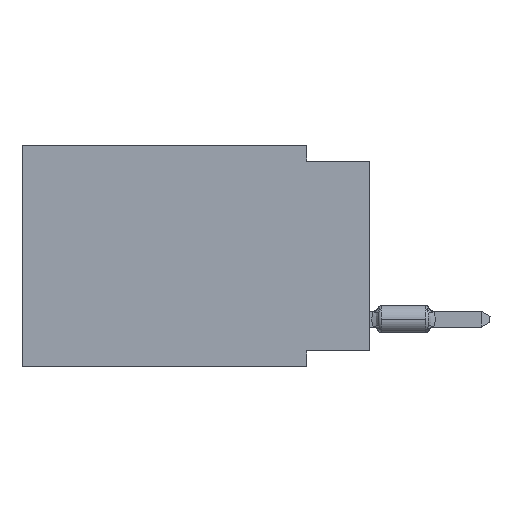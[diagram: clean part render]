
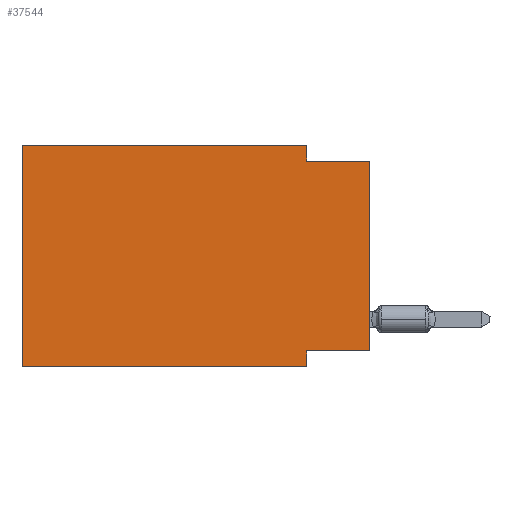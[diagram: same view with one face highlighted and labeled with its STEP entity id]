
A CAD part, left-side view. The second image highlights one B-rep face of the part: STEP entity #37544.
In plain terms, the highlighted planar face has unit normal (-1, 0, 0).
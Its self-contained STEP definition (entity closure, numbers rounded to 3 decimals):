
#238 = LINE ( 'NONE', #33450, #25094 ) ;
#902 = LINE ( 'NONE', #36956, #7371 ) ;
#1977 = DIRECTION ( 'NONE',  ( 0., 1., 0. ) ) ;
#3754 = VERTEX_POINT ( 'NONE', #14485 ) ;
#5128 = VECTOR ( 'NONE', #43807, 1000. ) ;
#6724 = VERTEX_POINT ( 'NONE', #41538 ) ;
#7371 = VECTOR ( 'NONE', #21898, 1000. ) ;
#7538 = DIRECTION ( 'NONE',  ( 0., 0., 1. ) ) ;
#8027 = DIRECTION ( 'NONE',  ( 0., -1., 0. ) ) ;
#10617 = DIRECTION ( 'NONE',  ( 0., 0., 1. ) ) ;
#11306 = ORIENTED_EDGE ( 'NONE', *, *, #41345, .F. ) ;
#12347 = LINE ( 'NONE', #41107, #30042 ) ;
#13066 = PLANE ( 'NONE',  #34471 ) ;
#13496 = VERTEX_POINT ( 'NONE', #41204 ) ;
#13626 = LINE ( 'NONE', #20710, #22330 ) ;
#13733 = DIRECTION ( 'NONE',  ( 0., -1., 0. ) ) ;
#13989 = DIRECTION ( 'NONE',  ( 1., 0., 0. ) ) ;
#14485 = CARTESIAN_POINT ( 'NONE',  ( 0., 0., -0.635 ) ) ;
#15798 = VERTEX_POINT ( 'NONE', #27462 ) ;
#16716 = DIRECTION ( 'NONE',  ( 0., -1., 0. ) ) ;
#17728 = EDGE_CURVE ( 'NONE', #21342, #15798, #46036, .T. ) ;
#18075 = VECTOR ( 'NONE', #10617, 1000. ) ;
#18960 = ORIENTED_EDGE ( 'NONE', *, *, #17728, .T. ) ;
#19929 = VERTEX_POINT ( 'NONE', #22765 ) ;
#20158 = DIRECTION ( 'NONE',  ( 0., 0., -1. ) ) ;
#20710 = CARTESIAN_POINT ( 'NONE',  ( 0., 0., -0.635 ) ) ;
#21342 = VERTEX_POINT ( 'NONE', #26988 ) ;
#21898 = DIRECTION ( 'NONE',  ( 0., 0., -1. ) ) ;
#22127 = LINE ( 'NONE', #36713, #5128 ) ;
#22330 = VECTOR ( 'NONE', #16716, 1000. ) ;
#22585 = LINE ( 'NONE', #33885, #18075 ) ;
#22765 = CARTESIAN_POINT ( 'NONE',  ( 0., 13.97, 0. ) ) ;
#23925 = EDGE_LOOP ( 'NONE', ( #35273, #38441, #36617, #39179, #27164, #18960, #11306, #42483 ) ) ;
#24648 = EDGE_CURVE ( 'NONE', #21342, #19929, #238, .T. ) ;
#25094 = VECTOR ( 'NONE', #7538, 1000. ) ;
#26988 = CARTESIAN_POINT ( 'NONE',  ( 0., 13.97, -8.89 ) ) ;
#27164 = ORIENTED_EDGE ( 'NONE', *, *, #24648, .F. ) ;
#27462 = CARTESIAN_POINT ( 'NONE',  ( 0., 2.54, -8.89 ) ) ;
#28465 = CARTESIAN_POINT ( 'NONE',  ( 0., 0., -8.255 ) ) ;
#29621 = CARTESIAN_POINT ( 'NONE',  ( 0., 2.54, 0. ) ) ;
#30042 = VECTOR ( 'NONE', #1977, 1000. ) ;
#30739 = EDGE_CURVE ( 'NONE', #19929, #38490, #44101, .T. ) ;
#33450 = CARTESIAN_POINT ( 'NONE',  ( 0., 13.97, 0. ) ) ;
#33885 = CARTESIAN_POINT ( 'NONE',  ( 0., 0., 0. ) ) ;
#34299 = EDGE_CURVE ( 'NONE', #6724, #3754, #13626, .T. ) ;
#34471 = AXIS2_PLACEMENT_3D ( 'NONE', #39222, #13989, #20158 ) ;
#35273 = ORIENTED_EDGE ( 'NONE', *, *, #39658, .T. ) ;
#35680 = EDGE_CURVE ( 'NONE', #38490, #6724, #902, .T. ) ;
#36617 = ORIENTED_EDGE ( 'NONE', *, *, #35680, .F. ) ;
#36713 = CARTESIAN_POINT ( 'NONE',  ( 0., 2.54, -8.89 ) ) ;
#36956 = CARTESIAN_POINT ( 'NONE',  ( 0., 2.54, 0. ) ) ;
#37544 = ADVANCED_FACE ( 'NONE', ( #45832 ), #13066, .F. ) ;
#38337 = VERTEX_POINT ( 'NONE', #28465 ) ;
#38441 = ORIENTED_EDGE ( 'NONE', *, *, #34299, .F. ) ;
#38490 = VERTEX_POINT ( 'NONE', #29621 ) ;
#39047 = EDGE_CURVE ( 'NONE', #38337, #13496, #12347, .T. ) ;
#39179 = ORIENTED_EDGE ( 'NONE', *, *, #30739, .F. ) ;
#39222 = CARTESIAN_POINT ( 'NONE',  ( 0., 13.97, 0. ) ) ;
#39658 = EDGE_CURVE ( 'NONE', #38337, #3754, #22585, .T. ) ;
#40337 = CARTESIAN_POINT ( 'NONE',  ( 0., 13.97, 0. ) ) ;
#41107 = CARTESIAN_POINT ( 'NONE',  ( 0., 0., -8.255 ) ) ;
#41204 = CARTESIAN_POINT ( 'NONE',  ( 0., 2.54, -8.255 ) ) ;
#41345 = EDGE_CURVE ( 'NONE', #13496, #15798, #22127, .T. ) ;
#41538 = CARTESIAN_POINT ( 'NONE',  ( 0., 2.54, -0.635 ) ) ;
#42483 = ORIENTED_EDGE ( 'NONE', *, *, #39047, .F. ) ;
#43195 = CARTESIAN_POINT ( 'NONE',  ( 0., 13.97, -8.89 ) ) ;
#43807 = DIRECTION ( 'NONE',  ( 0., 0., -1. ) ) ;
#44101 = LINE ( 'NONE', #40337, #46432 ) ;
#45227 = VECTOR ( 'NONE', #13733, 1000. ) ;
#45832 = FACE_OUTER_BOUND ( 'NONE', #23925, .T. ) ;
#46036 = LINE ( 'NONE', #43195, #45227 ) ;
#46432 = VECTOR ( 'NONE', #8027, 1000. ) ;
